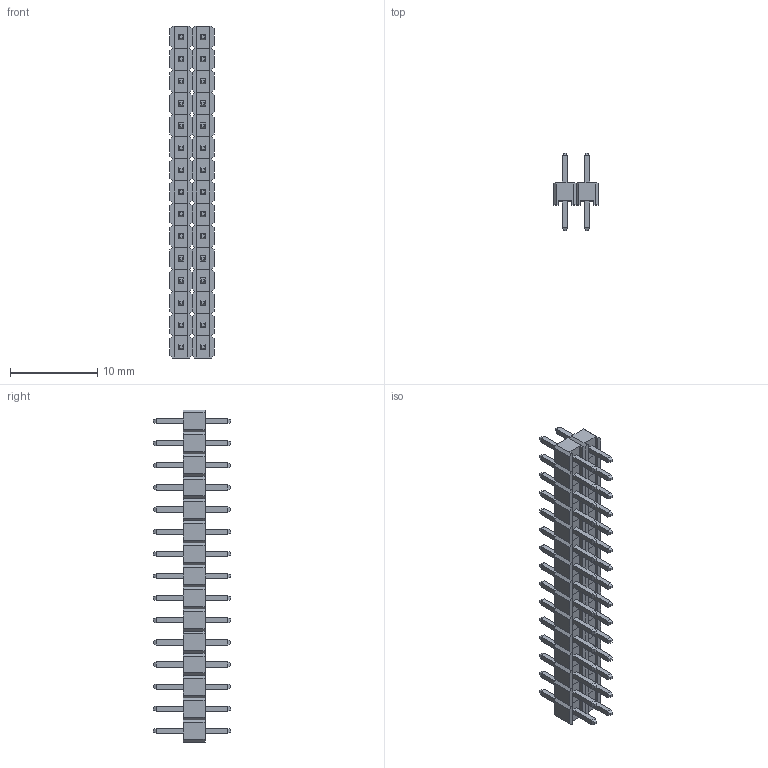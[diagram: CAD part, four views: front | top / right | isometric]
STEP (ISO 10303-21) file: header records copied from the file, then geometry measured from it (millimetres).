
FILE_DESCRIPTION (( 'STEP AP214' ), '1' );
FILE_NAME ('Pin Header 2x15 Way.STEP', '2025-07-01T09:34:52', ( '' ), ( '' ), 'SwSTEP 2.0', 'SolidWorks 2025', '' );
FILE_SCHEMA (( 'AUTOMOTIVE_DESIGN' ));
Length unit declared in the file: millimetre
Products named in the file (1): Pin Header 2x15 Way
Bounding box: 5.08 x 8.88 x 38.1 mm (x, y, z)
Volume: 486.8 mm3; surface area: 1569.9 mm2
Topology: 30 solids, 30 shells, 960 faces, 2280 edges, 1440 vertices
Faces by surface type: plane 960
Entity records: 37608 total; most frequent: CARTESIAN_POINT 4681, ORIENTED_EDGE 4560, DIRECTION 4202, EDGE_CURVE 2280, LINE 2280, VECTOR 2280, VERTEX_POINT 1440, EDGE_LOOP 1020
